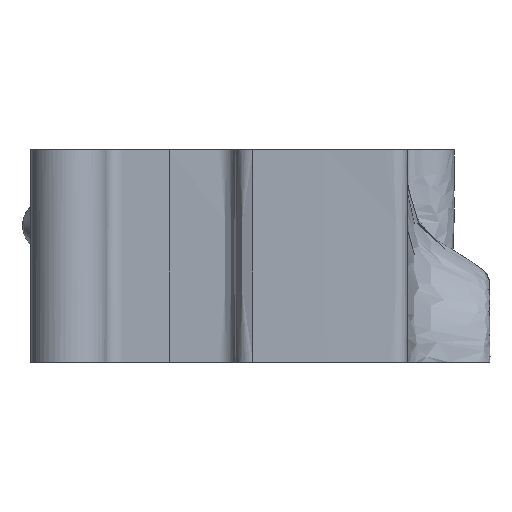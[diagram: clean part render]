
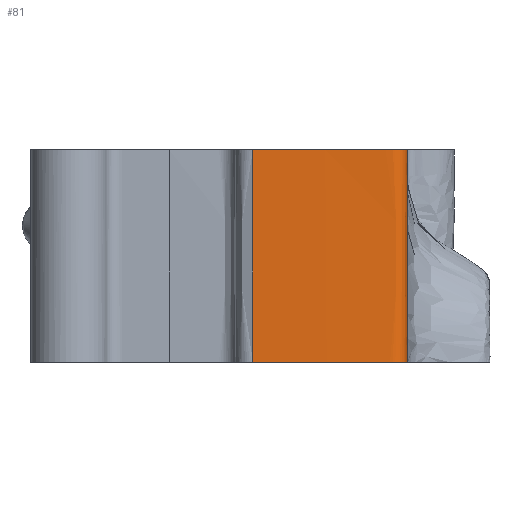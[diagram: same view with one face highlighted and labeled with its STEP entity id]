
A CAD part, front view. The second image highlights one B-rep face of the part: STEP entity #81.
In plain terms, the highlighted free-form (B-spline) face has degree [3, 3] with [4, 10] control points.
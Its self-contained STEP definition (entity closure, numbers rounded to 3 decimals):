
#81=ADVANCED_FACE('',(#168),#1341,.T.);
#168=FACE_OUTER_BOUND('',#257,.T.);
#257=EDGE_LOOP('',(#548,#549,#550,#551));
#548=ORIENTED_EDGE('',*,*,#1014,.F.);
#549=ORIENTED_EDGE('',*,*,#944,.T.);
#550=ORIENTED_EDGE('',*,*,#1057,.F.);
#551=ORIENTED_EDGE('',*,*,#899,.F.);
#899=EDGE_CURVE('',#1178,#1174,#1426,.T.);
#944=EDGE_CURVE('',#1219,#1220,#4769,.T.);
#1014=EDGE_CURVE('',#1219,#1178,#4805,.T.);
#1057=EDGE_CURVE('',#1174,#1220,#4820,.T.);
#1174=VERTEX_POINT('',#4585);
#1178=VERTEX_POINT('',#4589);
#1219=VERTEX_POINT('',#4630);
#1220=VERTEX_POINT('',#4631);
#1341=(
BOUNDED_SURFACE()
B_SPLINE_SURFACE(3,3,((#3834,#3835,#3836,#3837,#3838,#3839,#3840,#3841,#3842,
#3843),(#3844,#3845,#3846,#3847,#3848,#3849,#3850,#3851,#3852,#3853),(#3854,
#3855,#3856,#3857,#3858,#3859,#3860,#3861,#3862,#3863),(#3864,#3865,#3866,
#3867,#3868,#3869,#3870,#3871,#3872,#3873)),.UNSPECIFIED.,.F.,.F.,.F.)
B_SPLINE_SURFACE_WITH_KNOTS((4,4),(4,3,3,4),(0.1,12.5),
(-37.875,-37.781,-29.782,-28.322),
.UNSPECIFIED.)
GEOMETRIC_REPRESENTATION_ITEM()
RATIONAL_B_SPLINE_SURFACE(((1.113,1.125,1.138,
1.152,1.152,1.152,1.152,0.955,
0.955,1.152),(1.113,1.125,1.138,
1.152,1.152,1.152,1.152,0.955,
0.955,1.152),(1.113,1.125,1.138,
1.152,1.152,1.152,1.152,0.955,
0.955,1.152),(1.113,1.125,1.138,
1.152,1.152,1.152,1.152,0.955,
0.955,1.152)))
REPRESENTATION_ITEM('')
SURFACE()
);
#1426=B_SPLINE_CURVE_WITH_KNOTS('',3,(#1854,#1855,#1856,#1857,#1858,#1859,
#1860,#1861,#1862,#1863,#1864,#1865,#1866,#1867,#1868,#1869,#1870,#1871,
#1872,#1873),.UNSPECIFIED.,.F.,.F.,(4,2,2,2,2,2,2,2,2,4),(-9.472,
-9.376,-8.759,-7.511,-5.016,
-2.521,-1.903,-1.594,-1.286,
0.),.UNSPECIFIED.);
#1854=CARTESIAN_POINT('',(-114.012,-17.632,24.4));
#1855=CARTESIAN_POINT('',(-113.967,-17.632,24.4));
#1856=CARTESIAN_POINT('',(-113.935,-17.632,24.4));
#1857=CARTESIAN_POINT('',(-113.697,-17.632,24.4));
#1858=CARTESIAN_POINT('',(-113.49,-17.632,24.4));
#1859=CARTESIAN_POINT('',(-112.867,-17.632,24.4));
#1860=CARTESIAN_POINT('',(-112.45,-17.632,24.4));
#1861=CARTESIAN_POINT('',(-111.198,-17.632,24.4));
#1862=CARTESIAN_POINT('',(-110.364,-17.632,24.4));
#1863=CARTESIAN_POINT('',(-108.696,-17.632,24.4));
#1864=CARTESIAN_POINT('',(-107.861,-17.632,24.4));
#1865=CARTESIAN_POINT('',(-106.82,-17.632,24.4));
#1866=CARTESIAN_POINT('',(-106.614,-17.632,24.4));
#1867=CARTESIAN_POINT('',(-106.304,-17.632,24.4));
#1868=CARTESIAN_POINT('',(-106.201,-17.632,24.4));
#1869=CARTESIAN_POINT('',(-105.994,-17.632,24.4));
#1870=CARTESIAN_POINT('',(-105.892,-17.633,24.4));
#1871=CARTESIAN_POINT('',(-105.362,-17.526,24.4));
#1872=CARTESIAN_POINT('',(-105.04,-17.174,24.4));
#1873=CARTESIAN_POINT('',(-104.992,-16.74,24.4));
#2154=CARTESIAN_POINT('',(-113.999,-17.632,12.));
#2155=CARTESIAN_POINT('',(-111.328,-17.632,12.));
#2156=CARTESIAN_POINT('',(-108.657,-17.632,12.));
#2157=CARTESIAN_POINT('',(-105.986,-17.632,12.));
#2158=CARTESIAN_POINT('',(-105.45,-17.632,12.));
#2159=CARTESIAN_POINT('',(-105.05,-17.274,12.));
#2160=CARTESIAN_POINT('',(-104.992,-16.74,12.));
#2576=CARTESIAN_POINT('',(-114.012,-17.632,12.));
#2577=CARTESIAN_POINT('',(-114.012,-17.632,16.131));
#2578=CARTESIAN_POINT('',(-114.012,-17.632,20.265));
#2579=CARTESIAN_POINT('',(-114.012,-17.632,24.4));
#2758=CARTESIAN_POINT('',(-104.992,-16.74,24.4));
#2759=CARTESIAN_POINT('',(-104.992,-16.74,20.267));
#2760=CARTESIAN_POINT('',(-104.992,-16.74,16.133));
#2761=CARTESIAN_POINT('',(-104.992,-16.74,12.));
#3834=CARTESIAN_POINT('',(-114.086,-17.628,24.4));
#3835=CARTESIAN_POINT('',(-114.057,-17.631,24.4));
#3836=CARTESIAN_POINT('',(-114.028,-17.632,24.4));
#3837=CARTESIAN_POINT('',(-113.999,-17.632,24.4));
#3838=CARTESIAN_POINT('',(-111.328,-17.632,24.4));
#3839=CARTESIAN_POINT('',(-108.657,-17.632,24.4));
#3840=CARTESIAN_POINT('',(-105.986,-17.632,24.4));
#3841=CARTESIAN_POINT('',(-105.45,-17.632,24.4));
#3842=CARTESIAN_POINT('',(-105.05,-17.274,24.4));
#3843=CARTESIAN_POINT('',(-104.992,-16.74,24.4));
#3844=CARTESIAN_POINT('',(-114.086,-17.628,20.267));
#3845=CARTESIAN_POINT('',(-114.057,-17.631,20.267));
#3846=CARTESIAN_POINT('',(-114.028,-17.632,20.267));
#3847=CARTESIAN_POINT('',(-113.999,-17.632,20.267));
#3848=CARTESIAN_POINT('',(-111.328,-17.632,20.267));
#3849=CARTESIAN_POINT('',(-108.657,-17.632,20.267));
#3850=CARTESIAN_POINT('',(-105.986,-17.632,20.267));
#3851=CARTESIAN_POINT('',(-105.45,-17.632,20.267));
#3852=CARTESIAN_POINT('',(-105.05,-17.274,20.267));
#3853=CARTESIAN_POINT('',(-104.992,-16.74,20.267));
#3854=CARTESIAN_POINT('',(-114.086,-17.628,16.133));
#3855=CARTESIAN_POINT('',(-114.057,-17.631,16.133));
#3856=CARTESIAN_POINT('',(-114.028,-17.632,16.133));
#3857=CARTESIAN_POINT('',(-113.999,-17.632,16.133));
#3858=CARTESIAN_POINT('',(-111.328,-17.632,16.133));
#3859=CARTESIAN_POINT('',(-108.657,-17.632,16.133));
#3860=CARTESIAN_POINT('',(-105.986,-17.632,16.133));
#3861=CARTESIAN_POINT('',(-105.45,-17.632,16.133));
#3862=CARTESIAN_POINT('',(-105.05,-17.274,16.133));
#3863=CARTESIAN_POINT('',(-104.992,-16.74,16.133));
#3864=CARTESIAN_POINT('',(-114.086,-17.628,12.));
#3865=CARTESIAN_POINT('',(-114.057,-17.631,12.));
#3866=CARTESIAN_POINT('',(-114.028,-17.632,12.));
#3867=CARTESIAN_POINT('',(-113.999,-17.632,12.));
#3868=CARTESIAN_POINT('',(-111.328,-17.632,12.));
#3869=CARTESIAN_POINT('',(-108.657,-17.632,12.));
#3870=CARTESIAN_POINT('',(-105.986,-17.632,12.));
#3871=CARTESIAN_POINT('',(-105.45,-17.632,12.));
#3872=CARTESIAN_POINT('',(-105.05,-17.274,12.));
#3873=CARTESIAN_POINT('',(-104.992,-16.74,12.));
#4585=CARTESIAN_POINT('',(-104.992,-16.74,24.4));
#4589=CARTESIAN_POINT('',(-114.012,-17.632,24.4));
#4630=CARTESIAN_POINT('',(-114.,-17.632,12.));
#4631=CARTESIAN_POINT('',(-104.992,-16.74,12.001));
#4769=(
BOUNDED_CURVE()
B_SPLINE_CURVE(3,(#2154,#2155,#2156,#2157,#2158,#2159,#2160),.UNSPECIFIED.,
.F.,.F.)
B_SPLINE_CURVE_WITH_KNOTS((4,3,4),(-37.781,-29.782,-28.322),
.UNSPECIFIED.)
CURVE()
GEOMETRIC_REPRESENTATION_ITEM()
RATIONAL_B_SPLINE_CURVE((1.,1.048,1.099,1.152,
0.912,0.87,1.))
REPRESENTATION_ITEM('')
);
#4805=(
BOUNDED_CURVE()
B_SPLINE_CURVE(3,(#2576,#2577,#2578,#2579),.UNSPECIFIED.,.F.,.F.)
B_SPLINE_CURVE_WITH_KNOTS((4,4),(0.,12.4),.UNSPECIFIED.)
CURVE()
GEOMETRIC_REPRESENTATION_ITEM()
RATIONAL_B_SPLINE_CURVE((1.,1.,1.,1.))
REPRESENTATION_ITEM('')
);
#4820=(
BOUNDED_CURVE()
B_SPLINE_CURVE(3,(#2758,#2759,#2760,#2761),.UNSPECIFIED.,.F.,.F.)
B_SPLINE_CURVE_WITH_KNOTS((4,4),(0.1,12.5),.UNSPECIFIED.)
CURVE()
GEOMETRIC_REPRESENTATION_ITEM()
RATIONAL_B_SPLINE_CURVE((1.,1.,1.,1.))
REPRESENTATION_ITEM('')
);
